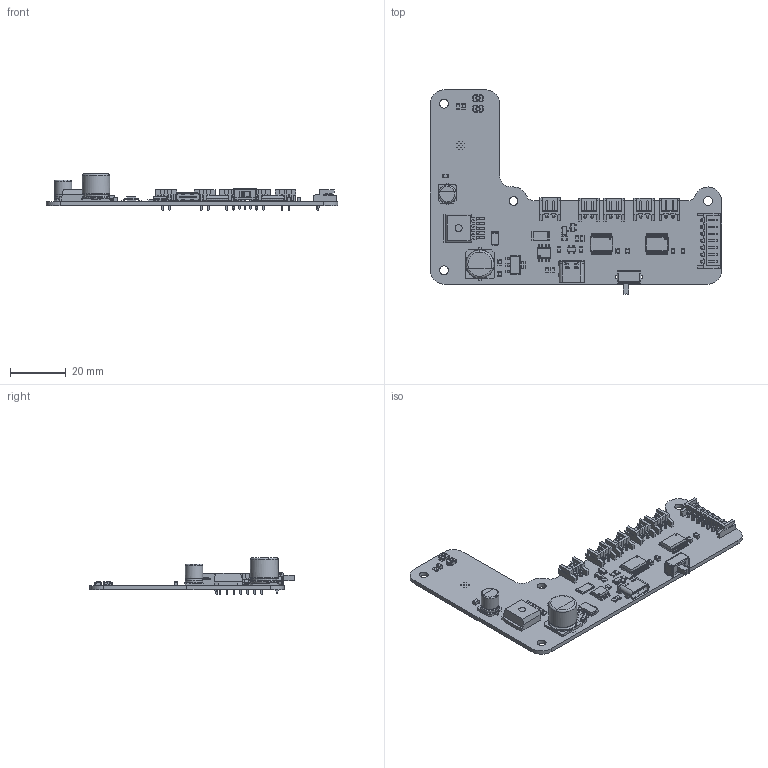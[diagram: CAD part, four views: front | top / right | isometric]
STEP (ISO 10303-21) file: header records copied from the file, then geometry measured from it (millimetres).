
FILE_DESCRIPTION(('KiCad electronic assembly'),'2;1');
FILE_NAME('project-venice-circuit.step','2025-06-24T20:22:46',('Pcbnew') ,('Kicad'),'Open CASCADE STEP processor 7.8','KiCad to STEP converter' ,'Unknown');
FILE_SCHEMA(('AUTOMOTIVE_DESIGN { 1 0 10303 214 1 1 1 1 }'));
Length unit declared in the file: millimetre
Products named in the file (24): project-venice-circuit 1; C_0805_2012Metric; CP_Elec_6.3x7.7; R_2512_6332Metric; JST_EH_S2B-EH_1x02_P2.50mm_Horizontal; SOT-23; R_0805_2012Metric; SW_SPST_B3U-1000P; D_SMA; SOT-223; SOIC-8_3.9x4.9mm_P1.27mm; SOT-143; TO-263-5_TabPin3; project-venice-circuit 1.21.1; SSOP-24_5.3x8.2mm_P0.65mm; JST_EH_S7B-EH_1x07_P2.50mm_Horizontal; HRO_TYPE-C-31-M-12; ConPins; PcbPins; Mold; Frame; SW_Slide_SPDT_Angled_CK_OS102011MA1Q; CP_Elec_10x10; project-venice-circuit_PCB
Assembly tree (44 placements, depth 3):
  project-venice-circuit 1
    C_0805_2012Metric  x8
    CP_Elec_6.3x7.7
    R_2512_6332Metric
    JST_EH_S2B-EH_1x02_P2.50mm_Horizontal  x5
    SOT-23  x2
    R_0805_2012Metric  x8
    SW_SPST_B3U-1000P  x2
    D_SMA
    SOT-223
    SOIC-8_3.9x4.9mm_P1.27mm
    SOT-143
    TO-263-5_TabPin3
      project-venice-circuit 1.21.1
    SSOP-24_5.3x8.2mm_P0.65mm  x2
    JST_EH_S7B-EH_1x07_P2.50mm_Horizontal
    HRO_TYPE-C-31-M-12
      ConPins
      PcbPins
      Mold
      Frame
    SW_Slide_SPDT_Angled_CK_OS102011MA1Q
    CP_Elec_10x10
    project-venice-circuit_PCB
Bounding box: 105 x 73.62 x 13.2 mm (x, y, z)
Volume: 9003.3 mm3; surface area: 14745.1 mm2
Topology: 53 solids, 53 shells, 4050 faces, 10488 edges, 6520 vertices
Faces by surface type: plane 2691, cylinder 977, bspline 240, torus 68, sphere 66, cone 6, revolution 2
Full cylindrical faces by diameter (mm): 0.2 x12, 0.5 x4, 0.6 x1, 0.65 x2, 0.9 x3, 0.95 x7, 1 x10, 1.5 x4, 2.5 x1, 3.2 x4, 6.3 x2, 10 x2
Entity records: 89562 total; most frequent: CARTESIAN_POINT 14464, ORIENTED_EDGE 13062, DIRECTION 12519, EDGE_CURVE 6531, LINE 5041, VECTOR 5041, VERTEX_POINT 4051, AXIS2_PLACEMENT_3D 3738
